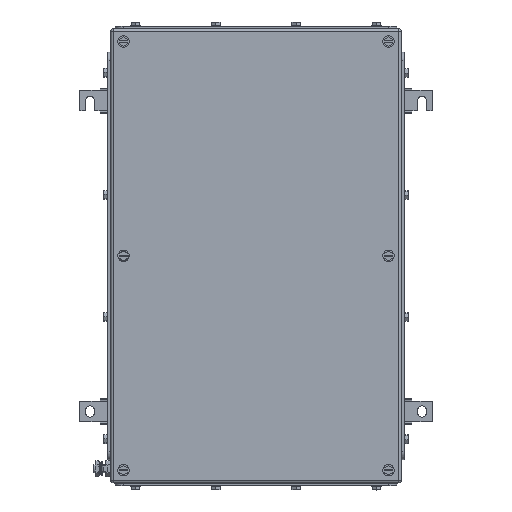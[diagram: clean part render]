
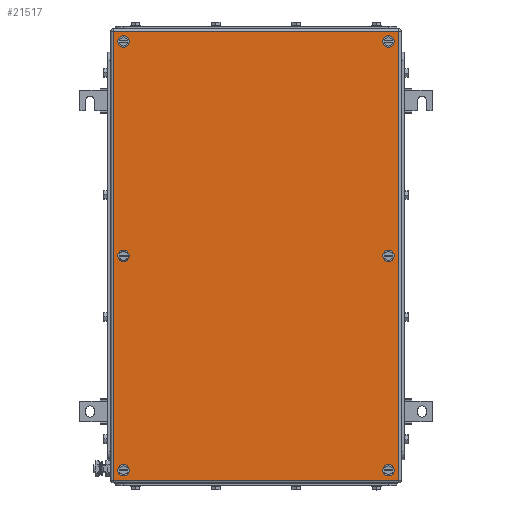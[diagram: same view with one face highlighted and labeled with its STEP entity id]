
A CAD part, top view. The second image highlights one B-rep face of the part: STEP entity #21517.
In plain terms, the highlighted planar face has unit normal (0, 0, 1).
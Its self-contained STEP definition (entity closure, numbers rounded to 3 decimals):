
#21355=AXIS2_PLACEMENT_3D('Circle Axis2P3D',#21353,#21354,$) ;
#21382=AXIS2_PLACEMENT_3D('Plane Axis2P3D',#21379,#21380,#21381) ;
#21420=AXIS2_PLACEMENT_3D('Circle Axis2P3D',#21418,#21419,$) ;
#21429=AXIS2_PLACEMENT_3D('Circle Axis2P3D',#21427,#21428,$) ;
#21438=AXIS2_PLACEMENT_3D('Circle Axis2P3D',#21436,#21437,$) ;
#21447=AXIS2_PLACEMENT_3D('Circle Axis2P3D',#21445,#21446,$) ;
#21456=AXIS2_PLACEMENT_3D('Circle Axis2P3D',#21454,#21455,$) ;
#21465=AXIS2_PLACEMENT_3D('Circle Axis2P3D',#21463,#21464,$) ;
#21474=AXIS2_PLACEMENT_3D('Circle Axis2P3D',#21472,#21473,$) ;
#21483=AXIS2_PLACEMENT_3D('Circle Axis2P3D',#21481,#21482,$) ;
#21492=AXIS2_PLACEMENT_3D('Circle Axis2P3D',#21490,#21491,$) ;
#21501=AXIS2_PLACEMENT_3D('Circle Axis2P3D',#21499,#21500,$) ;
#21510=AXIS2_PLACEMENT_3D('Circle Axis2P3D',#21508,#21509,$) ;
#21350=CARTESIAN_POINT('Vertex',(56.5,286.,153.5)) ;
#21353=CARTESIAN_POINT('Axis2P3D Location',(53.,286.,153.5)) ;
#21357=CARTESIAN_POINT('Vertex',(49.5,286.,153.5)) ;
#21379=CARTESIAN_POINT('Axis2P3D Location',(215.5,286.,153.5)) ;
#21384=CARTESIAN_POINT('Line Origine',(215.5,560.5,153.5)) ;
#21388=CARTESIAN_POINT('Vertex',(390.,560.5,153.5)) ;
#21390=CARTESIAN_POINT('Vertex',(41.,560.5,153.5)) ;
#21393=CARTESIAN_POINT('Line Origine',(41.,286.,153.5)) ;
#21397=CARTESIAN_POINT('Vertex',(41.,11.5,153.5)) ;
#21400=CARTESIAN_POINT('Line Origine',(215.5,11.5,153.5)) ;
#21404=CARTESIAN_POINT('Vertex',(390.,11.5,153.5)) ;
#21407=CARTESIAN_POINT('Line Origine',(390.,286.,153.5)) ;
#21418=CARTESIAN_POINT('Axis2P3D Location',(53.,286.,153.5)) ;
#21427=CARTESIAN_POINT('Axis2P3D Location',(378.,286.,153.5)) ;
#21431=CARTESIAN_POINT('Vertex',(381.5,286.,153.5)) ;
#21433=CARTESIAN_POINT('Vertex',(374.5,286.,153.5)) ;
#21436=CARTESIAN_POINT('Axis2P3D Location',(378.,286.,153.5)) ;
#21445=CARTESIAN_POINT('Axis2P3D Location',(53.,548.5,153.5)) ;
#21449=CARTESIAN_POINT('Vertex',(49.5,548.5,153.5)) ;
#21451=CARTESIAN_POINT('Vertex',(56.5,548.5,153.5)) ;
#21454=CARTESIAN_POINT('Axis2P3D Location',(53.,548.5,153.5)) ;
#21463=CARTESIAN_POINT('Axis2P3D Location',(53.,23.5,153.5)) ;
#21467=CARTESIAN_POINT('Vertex',(49.5,23.5,153.5)) ;
#21469=CARTESIAN_POINT('Vertex',(56.5,23.5,153.5)) ;
#21472=CARTESIAN_POINT('Axis2P3D Location',(53.,23.5,153.5)) ;
#21481=CARTESIAN_POINT('Axis2P3D Location',(378.,23.5,153.5)) ;
#21485=CARTESIAN_POINT('Vertex',(381.5,23.5,153.5)) ;
#21487=CARTESIAN_POINT('Vertex',(374.5,23.5,153.5)) ;
#21490=CARTESIAN_POINT('Axis2P3D Location',(378.,23.5,153.5)) ;
#21499=CARTESIAN_POINT('Axis2P3D Location',(378.,548.5,153.5)) ;
#21503=CARTESIAN_POINT('Vertex',(381.5,548.5,153.5)) ;
#21505=CARTESIAN_POINT('Vertex',(374.5,548.5,153.5)) ;
#21508=CARTESIAN_POINT('Axis2P3D Location',(378.,548.5,153.5)) ;
#21354=DIRECTION('Axis2P3D Direction',(0.,0.,1.)) ;
#21380=DIRECTION('Axis2P3D Direction',(0.,0.,1.)) ;
#21381=DIRECTION('Axis2P3D XDirection',(1.,0.,0.)) ;
#21385=DIRECTION('Vector Direction',(1.,0.,0.)) ;
#21394=DIRECTION('Vector Direction',(0.,-1.,0.)) ;
#21401=DIRECTION('Vector Direction',(1.,0.,0.)) ;
#21408=DIRECTION('Vector Direction',(0.,1.,0.)) ;
#21419=DIRECTION('Axis2P3D Direction',(0.,0.,1.)) ;
#21428=DIRECTION('Axis2P3D Direction',(0.,0.,1.)) ;
#21437=DIRECTION('Axis2P3D Direction',(0.,0.,1.)) ;
#21446=DIRECTION('Axis2P3D Direction',(0.,0.,1.)) ;
#21455=DIRECTION('Axis2P3D Direction',(0.,0.,1.)) ;
#21464=DIRECTION('Axis2P3D Direction',(0.,0.,1.)) ;
#21473=DIRECTION('Axis2P3D Direction',(0.,0.,1.)) ;
#21482=DIRECTION('Axis2P3D Direction',(0.,0.,1.)) ;
#21491=DIRECTION('Axis2P3D Direction',(0.,0.,1.)) ;
#21500=DIRECTION('Axis2P3D Direction',(0.,0.,1.)) ;
#21509=DIRECTION('Axis2P3D Direction',(0.,0.,1.)) ;
#21386=VECTOR('Line Direction',#21385,1.) ;
#21395=VECTOR('Line Direction',#21394,1.) ;
#21402=VECTOR('Line Direction',#21401,1.) ;
#21409=VECTOR('Line Direction',#21408,1.) ;
#21413=ORIENTED_EDGE('',*,*,#21392,.T.) ;
#21414=ORIENTED_EDGE('',*,*,#21399,.T.) ;
#21415=ORIENTED_EDGE('',*,*,#21406,.T.) ;
#21416=ORIENTED_EDGE('',*,*,#21411,.T.) ;
#21424=ORIENTED_EDGE('',*,*,#21422,.F.) ;
#21425=ORIENTED_EDGE('',*,*,#21359,.F.) ;
#21442=ORIENTED_EDGE('',*,*,#21435,.F.) ;
#21443=ORIENTED_EDGE('',*,*,#21440,.F.) ;
#21460=ORIENTED_EDGE('',*,*,#21453,.F.) ;
#21461=ORIENTED_EDGE('',*,*,#21458,.F.) ;
#21478=ORIENTED_EDGE('',*,*,#21471,.F.) ;
#21479=ORIENTED_EDGE('',*,*,#21476,.F.) ;
#21496=ORIENTED_EDGE('',*,*,#21489,.F.) ;
#21497=ORIENTED_EDGE('',*,*,#21494,.F.) ;
#21514=ORIENTED_EDGE('',*,*,#21507,.F.) ;
#21515=ORIENTED_EDGE('',*,*,#21512,.F.) ;
#21426=FACE_BOUND('',#21423,.T.) ;
#21444=FACE_BOUND('',#21441,.T.) ;
#21462=FACE_BOUND('',#21459,.T.) ;
#21480=FACE_BOUND('',#21477,.T.) ;
#21498=FACE_BOUND('',#21495,.T.) ;
#21516=FACE_BOUND('',#21513,.T.) ;
#21517=ADVANCED_FACE('ZUB_KTB_FS_553515_4GP.2\\ZUB_DE_KTB_FS.1\\DE_KTB_MH_PART_MASTER.1\\Koerper.2',(#21417,#21426,#21444,#21462,#21480,#21498,#21516),#21383,.T.) ;
#21356=CIRCLE('generated circle',#21355,3.5) ;
#21421=CIRCLE('generated circle',#21420,3.5) ;
#21430=CIRCLE('generated circle',#21429,3.5) ;
#21439=CIRCLE('generated circle',#21438,3.5) ;
#21448=CIRCLE('generated circle',#21447,3.5) ;
#21457=CIRCLE('generated circle',#21456,3.5) ;
#21466=CIRCLE('generated circle',#21465,3.5) ;
#21475=CIRCLE('generated circle',#21474,3.5) ;
#21484=CIRCLE('generated circle',#21483,3.5) ;
#21493=CIRCLE('generated circle',#21492,3.5) ;
#21502=CIRCLE('generated circle',#21501,3.5) ;
#21511=CIRCLE('generated circle',#21510,3.5) ;
#21359=EDGE_CURVE('',#21351,#21358,#21356,.T.) ;
#21392=EDGE_CURVE('',#21389,#21391,#21387,.F.) ;
#21399=EDGE_CURVE('',#21391,#21398,#21396,.T.) ;
#21406=EDGE_CURVE('',#21398,#21405,#21403,.T.) ;
#21411=EDGE_CURVE('',#21405,#21389,#21410,.T.) ;
#21422=EDGE_CURVE('',#21358,#21351,#21421,.T.) ;
#21435=EDGE_CURVE('',#21432,#21434,#21430,.T.) ;
#21440=EDGE_CURVE('',#21434,#21432,#21439,.T.) ;
#21453=EDGE_CURVE('',#21450,#21452,#21448,.T.) ;
#21458=EDGE_CURVE('',#21452,#21450,#21457,.T.) ;
#21471=EDGE_CURVE('',#21468,#21470,#21466,.T.) ;
#21476=EDGE_CURVE('',#21470,#21468,#21475,.T.) ;
#21489=EDGE_CURVE('',#21486,#21488,#21484,.T.) ;
#21494=EDGE_CURVE('',#21488,#21486,#21493,.T.) ;
#21507=EDGE_CURVE('',#21504,#21506,#21502,.T.) ;
#21512=EDGE_CURVE('',#21506,#21504,#21511,.T.) ;
#21412=EDGE_LOOP('',(#21413,#21414,#21415,#21416)) ;
#21423=EDGE_LOOP('',(#21424,#21425)) ;
#21441=EDGE_LOOP('',(#21442,#21443)) ;
#21459=EDGE_LOOP('',(#21460,#21461)) ;
#21477=EDGE_LOOP('',(#21478,#21479)) ;
#21495=EDGE_LOOP('',(#21496,#21497)) ;
#21513=EDGE_LOOP('',(#21514,#21515)) ;
#21417=FACE_OUTER_BOUND('',#21412,.T.) ;
#21387=LINE('Line',#21384,#21386) ;
#21396=LINE('Line',#21393,#21395) ;
#21403=LINE('Line',#21400,#21402) ;
#21410=LINE('Line',#21407,#21409) ;
#21383=PLANE('',#21382) ;
#21351=VERTEX_POINT('',#21350) ;
#21358=VERTEX_POINT('',#21357) ;
#21389=VERTEX_POINT('',#21388) ;
#21391=VERTEX_POINT('',#21390) ;
#21398=VERTEX_POINT('',#21397) ;
#21405=VERTEX_POINT('',#21404) ;
#21432=VERTEX_POINT('',#21431) ;
#21434=VERTEX_POINT('',#21433) ;
#21450=VERTEX_POINT('',#21449) ;
#21452=VERTEX_POINT('',#21451) ;
#21468=VERTEX_POINT('',#21467) ;
#21470=VERTEX_POINT('',#21469) ;
#21486=VERTEX_POINT('',#21485) ;
#21488=VERTEX_POINT('',#21487) ;
#21504=VERTEX_POINT('',#21503) ;
#21506=VERTEX_POINT('',#21505) ;
